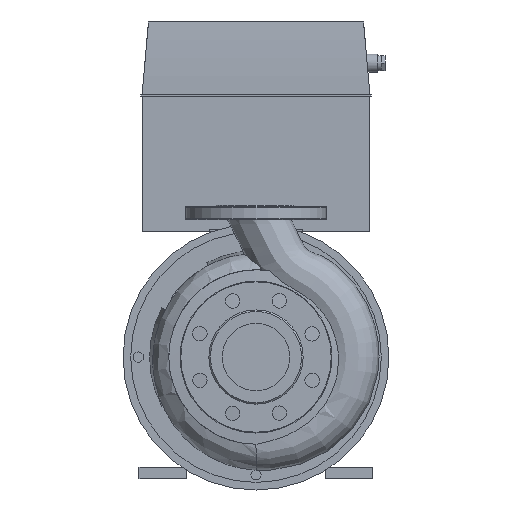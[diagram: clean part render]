
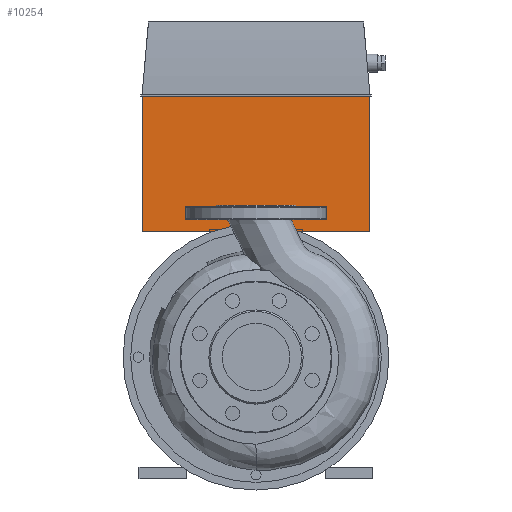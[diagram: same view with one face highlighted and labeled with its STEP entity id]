
A CAD part, left-side view. The second image highlights one B-rep face of the part: STEP entity #10254.
In plain terms, the highlighted planar face has unit normal (-1, 0, 0).
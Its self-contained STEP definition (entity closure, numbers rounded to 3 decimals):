
#938=LINE('',#21663,#1841);
#945=LINE('',#21681,#1848);
#948=LINE('',#21687,#1851);
#949=LINE('',#21688,#1852);
#1841=VECTOR('',#14084,10.);
#1848=VECTOR('',#14109,10.);
#1851=VECTOR('',#14114,10.);
#1852=VECTOR('',#14115,10.);
#2344=PLANE('',#11258);
#3078=FACE_OUTER_BOUND('',#3800,.T.);
#3800=EDGE_LOOP('',(#9462,#9463,#9464,#9465));
#5197=VERTEX_POINT('',#21659);
#5199=VERTEX_POINT('',#21662);
#5201=VERTEX_POINT('',#21680);
#5203=VERTEX_POINT('',#21686);
#6617=EDGE_CURVE('',#5199,#5197,#938,.T.);
#6626=EDGE_CURVE('',#5201,#5199,#945,.T.);
#6629=EDGE_CURVE('',#5197,#5203,#948,.T.);
#6630=EDGE_CURVE('',#5203,#5201,#949,.T.);
#9462=ORIENTED_EDGE('',*,*,#6617,.T.);
#9463=ORIENTED_EDGE('',*,*,#6629,.T.);
#9464=ORIENTED_EDGE('',*,*,#6630,.T.);
#9465=ORIENTED_EDGE('',*,*,#6626,.T.);
#10254=ADVANCED_FACE('',(#3078),#2344,.T.);
#11258=AXIS2_PLACEMENT_3D('',#21685,#14112,#14113);
#14084=DIRECTION('',(0.,1.,0.));
#14109=DIRECTION('',(0.,0.,1.));
#14112=DIRECTION('center_axis',(-1.,0.,0.));
#14113=DIRECTION('ref_axis',(0.,0.,1.));
#14114=DIRECTION('',(0.,0.,-1.));
#14115=DIRECTION('',(0.,-1.,0.));
#21659=CARTESIAN_POINT('',(312.7,150.,503.4));
#21662=CARTESIAN_POINT('',(312.7,-150.,503.4));
#21663=CARTESIAN_POINT('',(312.7,0.,503.4));
#21680=CARTESIAN_POINT('',(312.7,-150.,325.));
#21681=CARTESIAN_POINT('',(312.7,-150.,325.));
#21685=CARTESIAN_POINT('Origin',(312.7,0.,504.4));
#21686=CARTESIAN_POINT('',(312.7,150.,325.));
#21687=CARTESIAN_POINT('',(312.7,150.,325.));
#21688=CARTESIAN_POINT('',(312.7,0.,325.));
